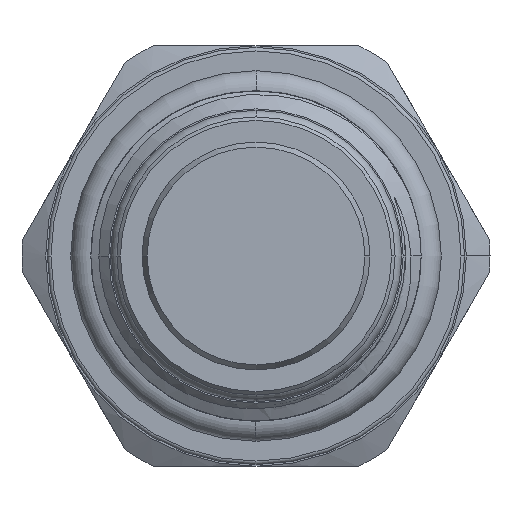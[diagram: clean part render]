
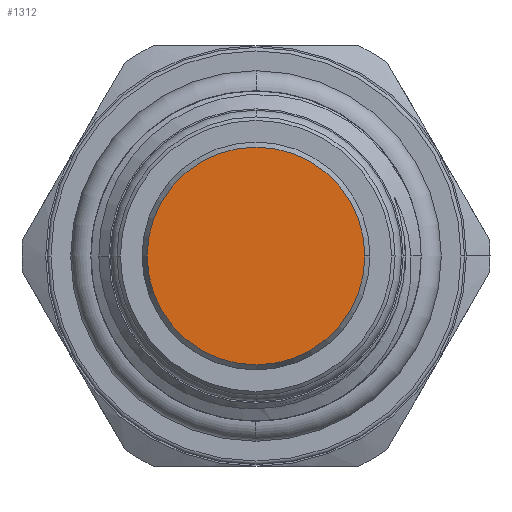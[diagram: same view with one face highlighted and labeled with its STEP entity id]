
A CAD part, left-side view. The second image highlights one B-rep face of the part: STEP entity #1312.
In plain terms, the highlighted planar face has unit normal (-1, 0, 0).
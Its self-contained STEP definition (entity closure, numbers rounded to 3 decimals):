
#711 = CARTESIAN_POINT ( 'NONE',  ( -64.995, 0., 0. ) ) ;
#740 = DIRECTION ( 'NONE',  ( -1., 0., 0. ) ) ;
#920 = DIRECTION ( 'NONE',  ( 0., -1., 0. ) ) ;
#921 = DIRECTION ( 'NONE',  ( 1., 0., 0. ) ) ;
#924 = PLANE ( 'NONE',  #1950 ) ;
#926 = CARTESIAN_POINT ( 'NONE',  ( -64.995, -6.46, 0. ) ) ;
#1111 = DIRECTION ( 'NONE',  ( 0., -1., 0. ) ) ;
#1312 = ADVANCED_FACE ( 'NONE', ( #5800 ), #924, .F. ) ;
#1854 = AXIS2_PLACEMENT_3D ( 'NONE', #4532, #4508, #4461 ) ;
#1900 = AXIS2_PLACEMENT_3D ( 'NONE', #711, #740, #1111 ) ;
#1950 = AXIS2_PLACEMENT_3D ( 'NONE', #926, #921, #920 ) ;
#3152 = EDGE_CURVE ( 'NONE', #5019, #5336, #4964, .T. ) ;
#4087 = ORIENTED_EDGE ( 'NONE', *, *, #3152, .T. ) ;
#4093 = ORIENTED_EDGE ( 'NONE', *, *, #8193, .T. ) ;
#4461 = DIRECTION ( 'NONE',  ( 0., -1., 0. ) ) ;
#4508 = DIRECTION ( 'NONE',  ( -1., 0., 0. ) ) ;
#4532 = CARTESIAN_POINT ( 'NONE',  ( -64.995, 0., 0. ) ) ;
#4964 = CIRCLE ( 'NONE', #1900, 6.211 ) ;
#5019 = VERTEX_POINT ( 'NONE', #7728 ) ;
#5336 = VERTEX_POINT ( 'NONE', #7773 ) ;
#5800 = FACE_OUTER_BOUND ( 'NONE', #6418, .T. ) ;
#6418 = EDGE_LOOP ( 'NONE', ( #4093, #4087 ) ) ;
#6569 = CIRCLE ( 'NONE', #1854, 6.211 ) ;
#7728 = CARTESIAN_POINT ( 'NONE',  ( -64.995, 6.211, 0. ) ) ;
#7773 = CARTESIAN_POINT ( 'NONE',  ( -64.995, -6.211, 0. ) ) ;
#8193 = EDGE_CURVE ( 'NONE', #5336, #5019, #6569, .T. ) ;
